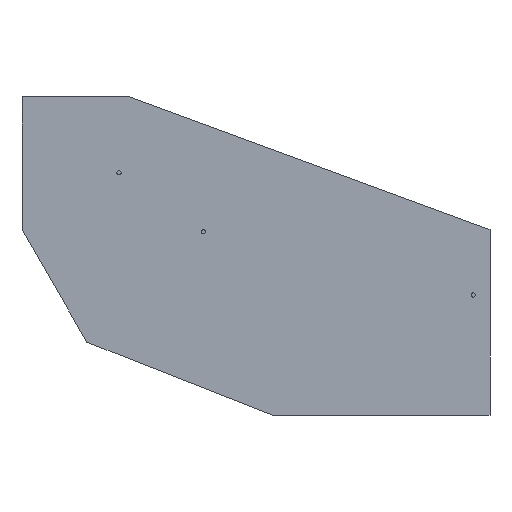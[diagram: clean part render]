
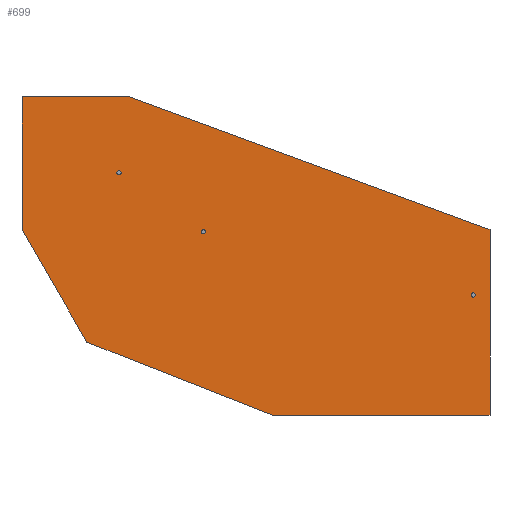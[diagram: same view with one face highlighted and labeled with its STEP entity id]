
A CAD part, front view. The second image highlights one B-rep face of the part: STEP entity #699.
In plain terms, the highlighted planar face has unit normal (0, -1, 0).
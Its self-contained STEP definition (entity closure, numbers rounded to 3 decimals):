
#34=FACE_BOUND('',#244,.T.);
#35=FACE_BOUND('',#245,.T.);
#36=FACE_BOUND('',#246,.T.);
#73=LINE('',#1253,#119);
#81=LINE('',#1275,#127);
#84=LINE('',#1281,#130);
#87=LINE('',#1286,#133);
#88=LINE('',#1289,#134);
#90=LINE('',#1292,#136);
#94=LINE('',#1306,#140);
#119=VECTOR('',#1040,10.);
#127=VECTOR('',#1058,10.);
#130=VECTOR('',#1063,10.);
#133=VECTOR('',#1068,10.);
#134=VECTOR('',#1071,10.);
#136=VECTOR('',#1075,10.);
#140=VECTOR('',#1093,10.);
#202=FACE_OUTER_BOUND('',#243,.T.);
#243=EDGE_LOOP('',(#636,#637,#638,#639,#640,#641,#642));
#244=EDGE_LOOP('',(#643));
#245=EDGE_LOOP('',(#644));
#246=EDGE_LOOP('',(#645));
#295=CIRCLE('',#854,2.5);
#296=CIRCLE('',#856,2.5);
#297=CIRCLE('',#858,2.5);
#344=VERTEX_POINT('',#1250);
#345=VERTEX_POINT('',#1252);
#354=VERTEX_POINT('',#1274);
#355=VERTEX_POINT('',#1278);
#356=VERTEX_POINT('',#1280);
#357=VERTEX_POINT('',#1284);
#358=VERTEX_POINT('',#1288);
#359=VERTEX_POINT('',#1294);
#360=VERTEX_POINT('',#1298);
#361=VERTEX_POINT('',#1302);
#430=EDGE_CURVE('',#344,#345,#73,.T.);
#441=EDGE_CURVE('',#354,#345,#81,.T.);
#444=EDGE_CURVE('',#356,#355,#84,.T.);
#447=EDGE_CURVE('',#344,#357,#87,.T.);
#448=EDGE_CURVE('',#358,#354,#88,.T.);
#450=EDGE_CURVE('',#357,#356,#90,.T.);
#451=EDGE_CURVE('',#359,#359,#295,.T.);
#453=EDGE_CURVE('',#360,#360,#296,.T.);
#455=EDGE_CURVE('',#361,#361,#297,.T.);
#457=EDGE_CURVE('',#355,#358,#94,.T.);
#636=ORIENTED_EDGE('',*,*,#430,.F.);
#637=ORIENTED_EDGE('',*,*,#447,.T.);
#638=ORIENTED_EDGE('',*,*,#450,.T.);
#639=ORIENTED_EDGE('',*,*,#444,.T.);
#640=ORIENTED_EDGE('',*,*,#457,.T.);
#641=ORIENTED_EDGE('',*,*,#448,.T.);
#642=ORIENTED_EDGE('',*,*,#441,.T.);
#643=ORIENTED_EDGE('',*,*,#451,.T.);
#644=ORIENTED_EDGE('',*,*,#453,.T.);
#645=ORIENTED_EDGE('',*,*,#455,.T.);
#661=PLANE('',#859);
#699=ADVANCED_FACE('',(#202,#34,#35,#36),#661,.T.);
#854=AXIS2_PLACEMENT_3D('',#1295,#1078,#1079);
#856=AXIS2_PLACEMENT_3D('',#1299,#1083,#1084);
#858=AXIS2_PLACEMENT_3D('',#1303,#1088,#1089);
#859=AXIS2_PLACEMENT_3D('',#1305,#1091,#1092);
#1040=DIRECTION('',(-0.931,0.,0.366));
#1058=DIRECTION('',(0.5,0.,-0.866));
#1063=DIRECTION('',(-0.938,0.,0.346));
#1068=DIRECTION('',(1.,0.,0.));
#1071=DIRECTION('',(0.,0.,-1.));
#1075=DIRECTION('',(0.,0.,1.));
#1078=DIRECTION('center_axis',(0.,1.,0.));
#1079=DIRECTION('ref_axis',(-1.,0.,0.));
#1083=DIRECTION('center_axis',(0.,1.,0.));
#1084=DIRECTION('ref_axis',(-1.,0.,0.));
#1088=DIRECTION('center_axis',(0.,1.,0.));
#1089=DIRECTION('ref_axis',(-1.,0.,0.));
#1091=DIRECTION('center_axis',(0.,-1.,0.));
#1092=DIRECTION('ref_axis',(0.,0.,-1.));
#1093=DIRECTION('',(-1.,0.,0.));
#1250=CARTESIAN_POINT('',(19.517,-2.5,-100.));
#1252=CARTESIAN_POINT('',(-200.483,-2.5,-13.397));
#1253=CARTESIAN_POINT('',(-60.974,-2.5,-68.315));
#1274=CARTESIAN_POINT('',(-277.5,-2.5,120.));
#1275=CARTESIAN_POINT('',(-216.832,-2.5,14.919));
#1278=CARTESIAN_POINT('',(-150.,-2.5,277.5));
#1280=CARTESIAN_POINT('',(277.5,-2.5,120.));
#1281=CARTESIAN_POINT('',(174.796,-2.5,157.838));
#1284=CARTESIAN_POINT('',(277.5,-2.5,-100.));
#1286=CARTESIAN_POINT('',(-75.241,-2.5,-100.));
#1288=CARTESIAN_POINT('',(-277.5,-2.5,277.5));
#1289=CARTESIAN_POINT('',(-277.5,-2.5,277.5));
#1292=CARTESIAN_POINT('',(277.5,-2.5,-277.5));
#1294=CARTESIAN_POINT('',(-160.,-2.5,187.5));
#1295=CARTESIAN_POINT('Origin',(-162.5,-2.5,187.5));
#1298=CARTESIAN_POINT('',(-60.,-2.5,117.5));
#1299=CARTESIAN_POINT('Origin',(-62.5,-2.5,117.5));
#1302=CARTESIAN_POINT('',(260.,-2.5,42.5));
#1303=CARTESIAN_POINT('Origin',(257.5,-2.5,42.5));
#1305=CARTESIAN_POINT('Origin',(0.,-2.5,0.));
#1306=CARTESIAN_POINT('',(277.5,-2.5,277.5));
